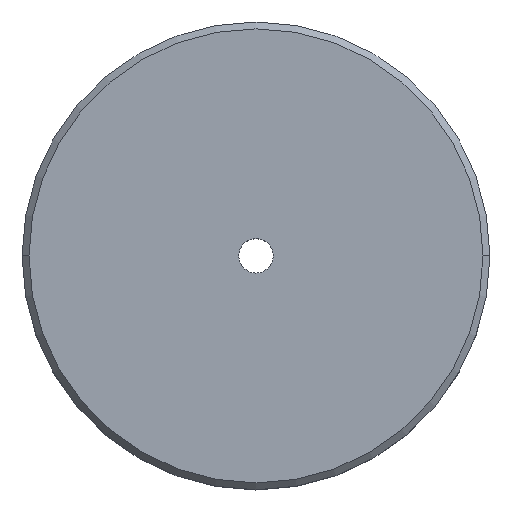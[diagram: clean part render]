
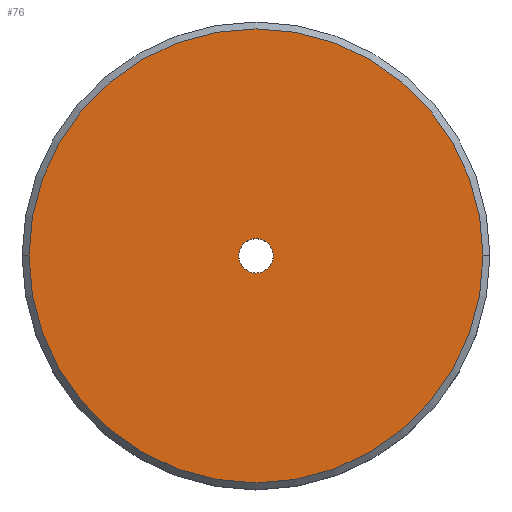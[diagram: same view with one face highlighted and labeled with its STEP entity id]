
A CAD part, top view. The second image highlights one B-rep face of the part: STEP entity #76.
In plain terms, the highlighted planar face has unit normal (0, 0, 1).
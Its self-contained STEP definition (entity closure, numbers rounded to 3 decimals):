
#10 = AXIS2_PLACEMENT_3D ( 'NONE', #81, #143, #77 ) ;
#12 = EDGE_CURVE ( 'NONE', #314, #84, #21, .T. ) ;
#21 = CIRCLE ( 'NONE', #10, 2.5 ) ;
#26 = CARTESIAN_POINT ( 'NONE',  ( 0., 0., 20. ) ) ;
#30 = CARTESIAN_POINT ( 'NONE',  ( 2.5, 0., 20. ) ) ;
#66 = EDGE_CURVE ( 'NONE', #109, #129, #394, .T. ) ;
#75 = CARTESIAN_POINT ( 'NONE',  ( 0., 0., 20. ) ) ;
#76 = ADVANCED_FACE ( 'NONE', ( #252, #425 ), #347, .T. ) ;
#77 = DIRECTION ( 'NONE',  ( 1., 0., 0. ) ) ;
#81 = CARTESIAN_POINT ( 'NONE',  ( 0., 0., 20. ) ) ;
#84 = VERTEX_POINT ( 'NONE', #303 ) ;
#87 = ORIENTED_EDGE ( 'NONE', *, *, #12, .F. ) ;
#94 = EDGE_LOOP ( 'NONE', ( #100, #154 ) ) ;
#100 = ORIENTED_EDGE ( 'NONE', *, *, #66, .T. ) ;
#109 = VERTEX_POINT ( 'NONE', #323 ) ;
#110 = AXIS2_PLACEMENT_3D ( 'NONE', #75, #313, #372 ) ;
#116 = CIRCLE ( 'NONE', #266, 33. ) ;
#121 = CIRCLE ( 'NONE', #341, 2.5 ) ;
#127 = DIRECTION ( 'NONE',  ( 1., 0., 0. ) ) ;
#129 = VERTEX_POINT ( 'NONE', #299 ) ;
#143 = DIRECTION ( 'NONE',  ( 0., 0., 1. ) ) ;
#144 = EDGE_CURVE ( 'NONE', #129, #109, #116, .T. ) ;
#154 = ORIENTED_EDGE ( 'NONE', *, *, #144, .T. ) ;
#215 = DIRECTION ( 'NONE',  ( 0., 0., 1. ) ) ;
#218 = DIRECTION ( 'NONE',  ( 1., 0., 0. ) ) ;
#225 = EDGE_LOOP ( 'NONE', ( #268, #87 ) ) ;
#231 = DIRECTION ( 'NONE',  ( 1., 0., 0. ) ) ;
#234 = DIRECTION ( 'NONE',  ( 0., 0., 1. ) ) ;
#235 = CARTESIAN_POINT ( 'NONE',  ( 0., 0., 20. ) ) ;
#236 = CARTESIAN_POINT ( 'NONE',  ( 0., 0., 20. ) ) ;
#252 = FACE_OUTER_BOUND ( 'NONE', #94, .T. ) ;
#266 = AXIS2_PLACEMENT_3D ( 'NONE', #236, #215, #218 ) ;
#268 = ORIENTED_EDGE ( 'NONE', *, *, #388, .F. ) ;
#299 = CARTESIAN_POINT ( 'NONE',  ( 33., 0., 20. ) ) ;
#303 = CARTESIAN_POINT ( 'NONE',  ( -2.5, 0., 20. ) ) ;
#313 = DIRECTION ( 'NONE',  ( 0., 0., 1. ) ) ;
#314 = VERTEX_POINT ( 'NONE', #30 ) ;
#323 = CARTESIAN_POINT ( 'NONE',  ( -33., 0., 20. ) ) ;
#341 = AXIS2_PLACEMENT_3D ( 'NONE', #235, #234, #231 ) ;
#347 = PLANE ( 'NONE',  #110 ) ;
#365 = AXIS2_PLACEMENT_3D ( 'NONE', #26, #417, #127 ) ;
#372 = DIRECTION ( 'NONE',  ( 1., 0., 0. ) ) ;
#388 = EDGE_CURVE ( 'NONE', #84, #314, #121, .T. ) ;
#394 = CIRCLE ( 'NONE', #365, 33. ) ;
#417 = DIRECTION ( 'NONE',  ( 0., 0., 1. ) ) ;
#425 = FACE_BOUND ( 'NONE', #225, .T. ) ;
